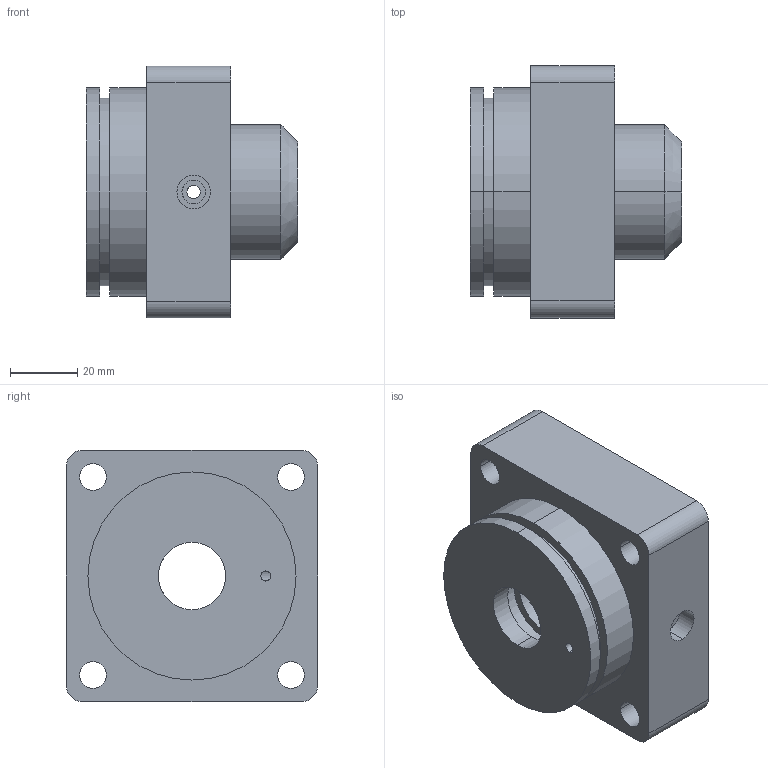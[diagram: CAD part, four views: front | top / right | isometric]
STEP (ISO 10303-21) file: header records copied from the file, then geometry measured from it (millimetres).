
FILE_DESCRIPTION (( 'STEP AP203' ), '1' );
FILE_NAME ('2.flasque avant_D_faut.STEP_Default_sldprt.STEP', '2023-03-14T03:15:35', ( '' ), ( '' ), 'SwSTEP 2.0', 'SolidWorks 2021', '' );
FILE_SCHEMA (( 'CONFIG_CONTROL_DESIGN' ));
Length unit declared in the file: millimetre
Products named in the file (1): 2.flasque avant_D_faut.STEP_Default_sldprt
Bounding box: 63 x 75 x 75 mm (x, y, z)
Volume: 186920.6 mm3; surface area: 32602.5 mm2
Topology: 1 solids, 1 shells, 55 faces, 134 edges, 89 vertices
Faces by surface type: cylinder 38, plane 15, cone 2
Entity records: 1917 total; most frequent: CARTESIAN_POINT 462, DIRECTION 310, ORIENTED_EDGE 264, EDGE_CURVE 132, AXIS2_PLACEMENT_3D 129, VERTEX_POINT 87, EDGE_LOOP 79, CIRCLE 73
